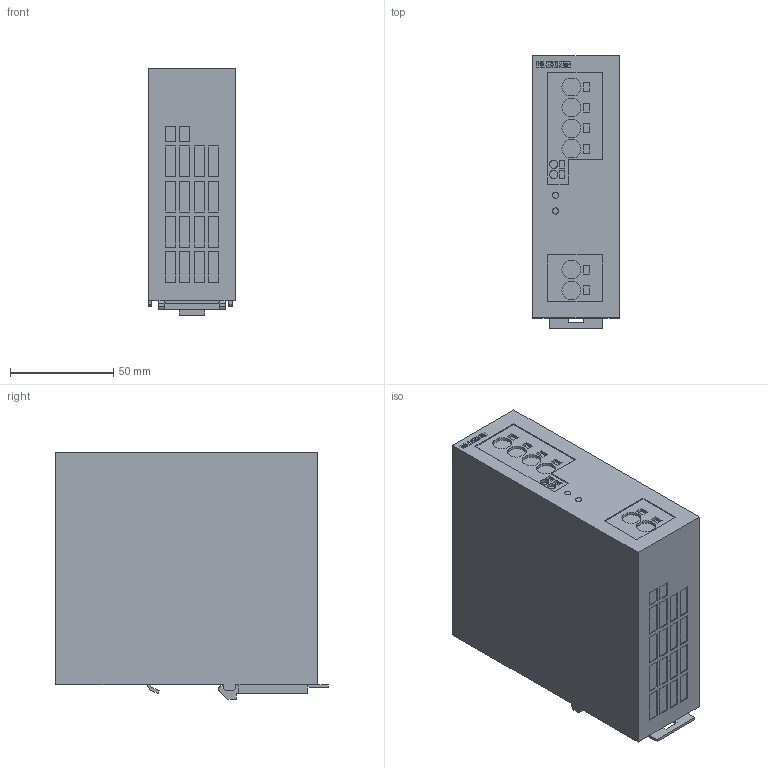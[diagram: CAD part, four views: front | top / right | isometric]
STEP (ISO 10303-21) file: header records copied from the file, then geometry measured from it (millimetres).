
FILE_DESCRIPTION (( 'STEP AP214' ), '1' );
FILE_NAME ('1031901.STEP', '2025-04-30T11:58:40', ( '' ), ( '' ), 'SwSTEP 2.0', 'SolidWorks 2022', '' );
FILE_SCHEMA (( 'AUTOMOTIVE_DESIGN' ));
Length unit declared in the file: millimetre
Products named in the file (1): 1031901
Bounding box: 42 x 132 x 119.6 mm (x, y, z)
Volume: 602140.7 mm3; surface area: 51370.3 mm2
Topology: 1 solids, 1 shells, 527 faces, 1361 edges, 906 vertices
Faces by surface type: plane 498, cylinder 29
Entity records: 15799 total; most frequent: CARTESIAN_POINT 2795, ORIENTED_EDGE 2722, DIRECTION 2475, EDGE_CURVE 1361, VECTOR 1303, LINE 1303, VERTEX_POINT 906, EDGE_LOOP 599
